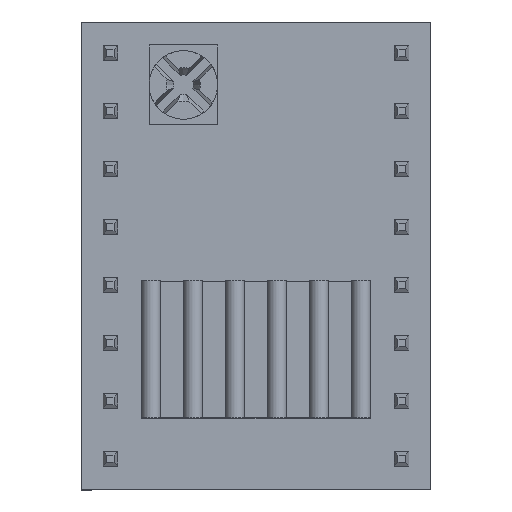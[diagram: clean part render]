
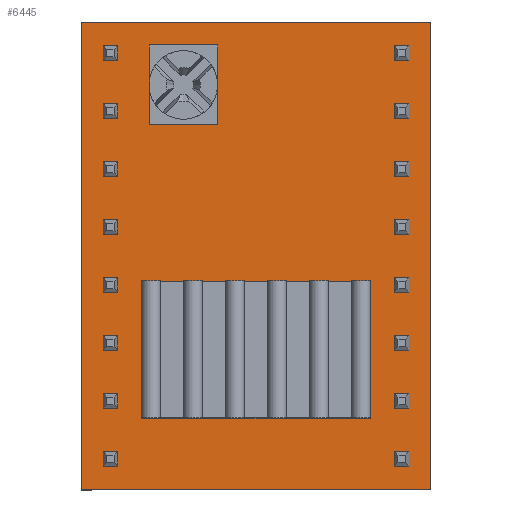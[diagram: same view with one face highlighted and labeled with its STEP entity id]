
A CAD part, top view. The second image highlights one B-rep face of the part: STEP entity #6445.
In plain terms, the highlighted planar face has unit normal (0, 0, 1).
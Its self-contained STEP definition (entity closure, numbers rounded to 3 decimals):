
#244=FACE_OUTER_BOUND('',#635,.T.);
#635=EDGE_LOOP('',(#4249,#4250,#4251,#4252));
#1026=LINE('',#9360,#1897);
#1029=LINE('',#9366,#1900);
#1031=LINE('',#9370,#1902);
#1032=LINE('',#9371,#1903);
#1897=VECTOR('',#7569,10.);
#1900=VECTOR('',#7574,10.);
#1902=VECTOR('',#7578,10.);
#1903=VECTOR('',#7579,10.);
#2768=VERTEX_POINT('',#9357);
#2769=VERTEX_POINT('',#9359);
#2771=VERTEX_POINT('',#9365);
#2772=VERTEX_POINT('',#9369);
#3332=EDGE_CURVE('',#2769,#2768,#1026,.T.);
#3335=EDGE_CURVE('',#2771,#2769,#1029,.T.);
#3337=EDGE_CURVE('',#2768,#2772,#1031,.T.);
#3338=EDGE_CURVE('',#2772,#2771,#1032,.T.);
#4249=ORIENTED_EDGE('',*,*,#3337,.T.);
#4250=ORIENTED_EDGE('',*,*,#3338,.T.);
#4251=ORIENTED_EDGE('',*,*,#3335,.T.);
#4252=ORIENTED_EDGE('',*,*,#3332,.T.);
#6065=PLANE('',#7104);
#6445=ADVANCED_FACE('',(#244),#6065,.T.);
#7104=AXIS2_PLACEMENT_3D('',#9368,#7576,#7577);
#7569=DIRECTION('',(-1.,0.,0.));
#7574=DIRECTION('',(0.,1.,0.));
#7576=DIRECTION('center_axis',(0.,0.,
1.));
#7577=DIRECTION('ref_axis',(1.,0.,0.));
#7578=DIRECTION('',(0.,-1.,0.));
#7579=DIRECTION('',(1.,0.,0.));
#9357=CARTESIAN_POINT('',(0.,20.5,1.6));
#9359=CARTESIAN_POINT('',(15.3,20.5,1.6));
#9360=CARTESIAN_POINT('',(15.3,20.5,1.6));
#9365=CARTESIAN_POINT('',(15.3,0.,1.6));
#9366=CARTESIAN_POINT('',(15.3,0.,1.6));
#9368=CARTESIAN_POINT('Origin',(34.287,10.25,1.6));
#9369=CARTESIAN_POINT('',(0.,0.,1.6));
#9370=CARTESIAN_POINT('',(0.,20.5,1.6));
#9371=CARTESIAN_POINT('',(0.,0.,1.6));
